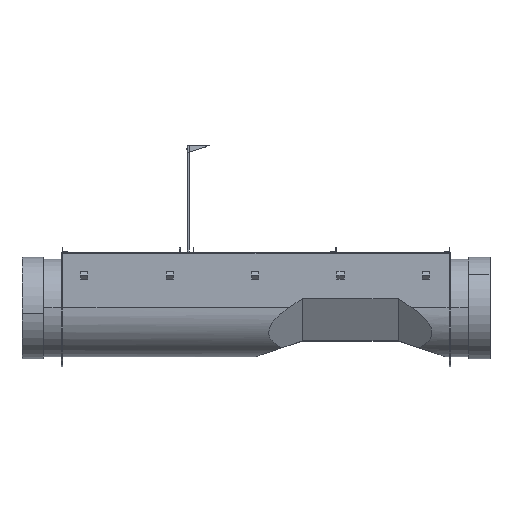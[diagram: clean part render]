
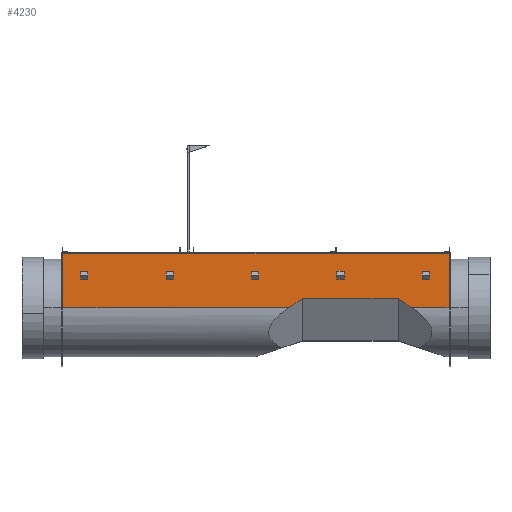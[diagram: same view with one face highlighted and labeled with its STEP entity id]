
A CAD part, top view. The second image highlights one B-rep face of the part: STEP entity #4230.
In plain terms, the highlighted planar face has unit normal (0, 0, 1).
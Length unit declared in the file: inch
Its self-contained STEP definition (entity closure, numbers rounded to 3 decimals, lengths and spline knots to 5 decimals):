
#6 = AXIS2_PLACEMENT_3D ( 'NONE', #3569, #4089, #732 ) ;
#54 = DIRECTION ( 'NONE',  ( 0., -1., 0. ) ) ;
#122 = EDGE_CURVE ( 'NONE', #5491, #4513, #5909, .T. ) ;
#265 = VERTEX_POINT ( 'NONE', #5821 ) ;
#372 = DIRECTION ( 'NONE',  ( -0.832, -0.555, 0. ) ) ;
#614 = CARTESIAN_POINT ( 'NONE',  ( 54.25, 13.5, 13.75 ) ) ;
#674 = EDGE_CURVE ( 'NONE', #4513, #6906, #7063, .T. ) ;
#732 = DIRECTION ( 'NONE',  ( 0., 1., 0. ) ) ;
#885 = ORIENTED_EDGE ( 'NONE', *, *, #4144, .T. ) ;
#1013 = VERTEX_POINT ( 'NONE', #614 ) ;
#1017 = VECTOR ( 'NONE', #4970, 39.37008 ) ;
#1178 = DIRECTION ( 'NONE',  ( -1., 0., 0. ) ) ;
#1213 = CARTESIAN_POINT ( 'NONE',  ( 54.5, 13.5, 13.75 ) ) ;
#1317 = LINE ( 'NONE', #3529, #5559 ) ;
#1323 = PLANE ( 'NONE',  #6 ) ;
#1343 = CARTESIAN_POINT ( 'NONE',  ( 43.89051, 13.5, 13.75 ) ) ;
#1555 = LINE ( 'NONE', #3810, #3169 ) ;
#1718 = DIRECTION ( 'NONE',  ( -1., 0., 0. ) ) ;
#1719 = EDGE_CURVE ( 'NONE', #6906, #2806, #6834, .T. ) ;
#2081 = EDGE_CURVE ( 'NONE', #265, #1013, #5789, .T. ) ;
#2394 = EDGE_CURVE ( 'NONE', #265, #4761, #1317, .T. ) ;
#2423 = EDGE_CURVE ( 'NONE', #1013, #3021, #3983, .T. ) ;
#2567 = DIRECTION ( 'NONE',  ( -1., 0., 0. ) ) ;
#2606 = ORIENTED_EDGE ( 'NONE', *, *, #122, .F. ) ;
#2633 = ORIENTED_EDGE ( 'NONE', *, *, #1719, .F. ) ;
#2806 = VERTEX_POINT ( 'NONE', #2957 ) ;
#2957 = CARTESIAN_POINT ( 'NONE',  ( -54.25, 13.5, 13.75 ) ) ;
#2978 = CARTESIAN_POINT ( 'NONE',  ( 39.95938, 16.12436, 13.75 ) ) ;
#3021 = VERTEX_POINT ( 'NONE', #1343 ) ;
#3092 = EDGE_CURVE ( 'NONE', #3021, #5491, #6176, .T. ) ;
#3169 = VECTOR ( 'NONE', #6074, 39.37008 ) ;
#3529 = CARTESIAN_POINT ( 'NONE',  ( 54.5, 28.75, 13.75 ) ) ;
#3530 = VECTOR ( 'NONE', #1178, 39.37008 ) ;
#3569 = CARTESIAN_POINT ( 'NONE',  ( 54.5, 29., 13.75 ) ) ;
#3810 = CARTESIAN_POINT ( 'NONE',  ( -54.25, 29., 13.75 ) ) ;
#3983 = LINE ( 'NONE', #1213, #3530 ) ;
#4018 = CARTESIAN_POINT ( 'NONE',  ( -54.25, 28.75, 13.75 ) ) ;
#4089 = DIRECTION ( 'NONE',  ( 0., 0., -1. ) ) ;
#4144 = EDGE_CURVE ( 'NONE', #4761, #2806, #1555, .T. ) ;
#4230 = ADVANCED_FACE ( 'NONE', ( #4606 ), #1323, .F. ) ;
#4513 = VERTEX_POINT ( 'NONE', #4897 ) ;
#4558 = CARTESIAN_POINT ( 'NONE',  ( 54.25, 29., 13.75 ) ) ;
#4580 = ORIENTED_EDGE ( 'NONE', *, *, #2081, .F. ) ;
#4606 = FACE_OUTER_BOUND ( 'NONE', #5615, .T. ) ;
#4632 = CARTESIAN_POINT ( 'NONE',  ( 54.5, 13.5, 13.75 ) ) ;
#4641 = VECTOR ( 'NONE', #2567, 39.37008 ) ;
#4761 = VERTEX_POINT ( 'NONE', #4018 ) ;
#4897 = CARTESIAN_POINT ( 'NONE',  ( 13.04062, 16.12436, 13.75 ) ) ;
#4970 = DIRECTION ( 'NONE',  ( -0.832, 0.555, 0. ) ) ;
#4972 = ORIENTED_EDGE ( 'NONE', *, *, #2394, .T. ) ;
#5090 = ORIENTED_EDGE ( 'NONE', *, *, #3092, .F. ) ;
#5356 = CARTESIAN_POINT ( 'NONE',  ( 9.10949, 13.5, 13.75 ) ) ;
#5441 = ORIENTED_EDGE ( 'NONE', *, *, #674, .F. ) ;
#5491 = VERTEX_POINT ( 'NONE', #2978 ) ;
#5559 = VECTOR ( 'NONE', #6918, 39.37008 ) ;
#5615 = EDGE_LOOP ( 'NONE', ( #5441, #2606, #5090, #7156, #4580, #4972, #885, #2633 ) ) ;
#5789 = LINE ( 'NONE', #4558, #6042 ) ;
#5821 = CARTESIAN_POINT ( 'NONE',  ( 54.25, 28.75, 13.75 ) ) ;
#5872 = CARTESIAN_POINT ( 'NONE',  ( 54.5, 16.12436, 13.75 ) ) ;
#5909 = LINE ( 'NONE', #5872, #4641 ) ;
#6042 = VECTOR ( 'NONE', #54, 39.37008 ) ;
#6074 = DIRECTION ( 'NONE',  ( 0., -1., 0. ) ) ;
#6176 = LINE ( 'NONE', #6629, #1017 ) ;
#6185 = VECTOR ( 'NONE', #372, 39.37008 ) ;
#6558 = CARTESIAN_POINT ( 'NONE',  ( 47.66474, 39.23882, 13.75 ) ) ;
#6629 = CARTESIAN_POINT ( 'NONE',  ( 44.07171, 13.37903, 13.75 ) ) ;
#6827 = VECTOR ( 'NONE', #1718, 39.37008 ) ;
#6834 = LINE ( 'NONE', #4632, #6827 ) ;
#6906 = VERTEX_POINT ( 'NONE', #5356 ) ;
#6918 = DIRECTION ( 'NONE',  ( -1., 0., 0. ) ) ;
#7063 = LINE ( 'NONE', #6558, #6185 ) ;
#7156 = ORIENTED_EDGE ( 'NONE', *, *, #2423, .F. ) ;
